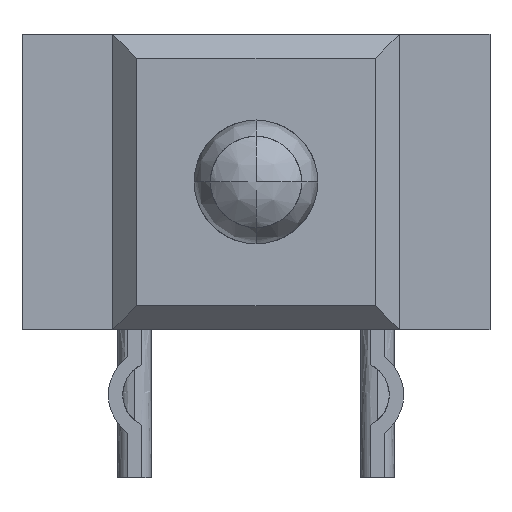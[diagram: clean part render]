
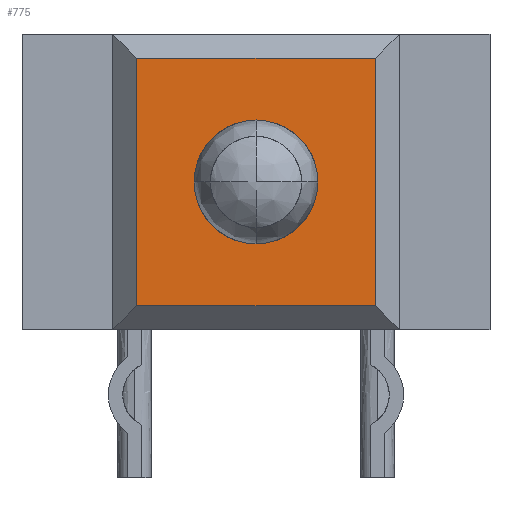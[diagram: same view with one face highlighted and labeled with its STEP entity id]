
A CAD part, front view. The second image highlights one B-rep face of the part: STEP entity #775.
In plain terms, the highlighted free-form (B-spline) face has degree [1, 1] with [2, 2] control points.
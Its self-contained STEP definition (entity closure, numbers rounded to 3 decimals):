
#706=(
BOUNDED_SURFACE()
B_SPLINE_SURFACE(1,1,((#707,#708),(#709,#710)),.UNSPECIFIED.,.F.,.F.,.F.)
B_SPLINE_SURFACE_WITH_KNOTS((2,2),(2,2),(0.000,1.000),(0.000,1.000),.UNSPECIFIED.)
GEOMETRIC_REPRESENTATION_ITEM()
RATIONAL_B_SPLINE_SURFACE(((1.,1.),(1.,1.)))
REPRESENTATION_ITEM('')
SURFACE()
);
#707=CARTESIAN_POINT('',(-3.,-8.8,0.));
#708=CARTESIAN_POINT('',(-3.,-8.8,6.18));
#709=CARTESIAN_POINT('',(3.,-8.8,0.));
#710=CARTESIAN_POINT('',(3.,-8.8,6.18));
#711=CARTESIAN_POINT('',(2.5,-8.8,0.5));
#712=VERTEX_POINT('',#711);
#713=(
BOUNDED_CURVE()
B_SPLINE_CURVE(1,(#714,#715),.UNSPECIFIED.,.F.,.F.)
B_SPLINE_CURVE_WITH_KNOTS((2,2),(0.000,1.000),.UNSPECIFIED.)
CURVE()
GEOMETRIC_REPRESENTATION_ITEM()
RATIONAL_B_SPLINE_CURVE((1.,1.))
REPRESENTATION_ITEM('')
);
#714=CARTESIAN_POINT('',(2.5,-8.8,0.5));
#715=CARTESIAN_POINT('',(-2.5,-8.8,0.5));
#716=CARTESIAN_POINT('',(-2.5,-8.8,0.5));
#717=VERTEX_POINT('',#716);
#718=EDGE_CURVE('',#712,#717,#713,.T.);
#719=ORIENTED_EDGE('',*,*,#718,.T.);
#720=(
BOUNDED_CURVE()
B_SPLINE_CURVE(1,(#721,#722),.UNSPECIFIED.,.F.,.F.)
B_SPLINE_CURVE_WITH_KNOTS((2,2),(0.000,1.000),.UNSPECIFIED.)
CURVE()
GEOMETRIC_REPRESENTATION_ITEM()
RATIONAL_B_SPLINE_CURVE((1.,1.))
REPRESENTATION_ITEM('')
);
#721=CARTESIAN_POINT('',(-2.5,-8.8,0.5));
#722=CARTESIAN_POINT('',(-2.5,-8.8,5.68));
#723=CARTESIAN_POINT('',(-2.5,-8.8,5.68));
#724=VERTEX_POINT('',#723);
#725=EDGE_CURVE('',#717,#724,#720,.T.);
#726=ORIENTED_EDGE('',*,*,#725,.T.);
#727=(
BOUNDED_CURVE()
B_SPLINE_CURVE(1,(#728,#729),.UNSPECIFIED.,.F.,.F.)
B_SPLINE_CURVE_WITH_KNOTS((2,2),(0.000,1.000),.UNSPECIFIED.)
CURVE()
GEOMETRIC_REPRESENTATION_ITEM()
RATIONAL_B_SPLINE_CURVE((1.,1.))
REPRESENTATION_ITEM('')
);
#728=CARTESIAN_POINT('',(-2.5,-8.8,5.68));
#729=CARTESIAN_POINT('',(2.5,-8.8,5.68));
#730=CARTESIAN_POINT('',(2.5,-8.8,5.68));
#731=VERTEX_POINT('',#730);
#732=EDGE_CURVE('',#724,#731,#727,.T.);
#733=ORIENTED_EDGE('',*,*,#732,.T.);
#734=(
BOUNDED_CURVE()
B_SPLINE_CURVE(1,(#735,#736),.UNSPECIFIED.,.F.,.F.)
B_SPLINE_CURVE_WITH_KNOTS((2,2),(0.000,1.000),.UNSPECIFIED.)
CURVE()
GEOMETRIC_REPRESENTATION_ITEM()
RATIONAL_B_SPLINE_CURVE((1.,1.))
REPRESENTATION_ITEM('')
);
#735=CARTESIAN_POINT('',(2.5,-8.8,5.68));
#736=CARTESIAN_POINT('',(2.5,-8.8,0.5));
#737=EDGE_CURVE('',#731,#712,#734,.T.);
#738=ORIENTED_EDGE('',*,*,#737,.T.);
#739=EDGE_LOOP('',(#719,#726,#733,#738));
#740=FACE_OUTER_BOUND('',#739,.T.);
#741=CARTESIAN_POINT('',(0.6,-8.8,3.09));
#742=VERTEX_POINT('',#741);
#743=(
BOUNDED_CURVE()
B_SPLINE_CURVE(2,(#744,#745,#746),.UNSPECIFIED.,.F.,.F.)
B_SPLINE_CURVE_WITH_KNOTS((3,3),(0.000,1.000),.UNSPECIFIED.)
CURVE()
GEOMETRIC_REPRESENTATION_ITEM()
RATIONAL_B_SPLINE_CURVE((1.,0.707,1.))
REPRESENTATION_ITEM('')
);
#744=CARTESIAN_POINT('',(0.6,-8.8,3.09));
#745=CARTESIAN_POINT('',(0.6,-8.8,3.69));
#746=CARTESIAN_POINT('',(0.,-8.8,3.69));
#747=CARTESIAN_POINT('',(0.,-8.8,3.69));
#748=VERTEX_POINT('',#747);
#749=EDGE_CURVE('',#742,#748,#743,.T.);
#750=ORIENTED_EDGE('',*,*,#749,.T.);
#751=(
BOUNDED_CURVE()
B_SPLINE_CURVE(2,(#752,#753,#754),.UNSPECIFIED.,.F.,.F.)
B_SPLINE_CURVE_WITH_KNOTS((3,3),(0.000,1.000),.UNSPECIFIED.)
CURVE()
GEOMETRIC_REPRESENTATION_ITEM()
RATIONAL_B_SPLINE_CURVE((1.,0.707,1.))
REPRESENTATION_ITEM('')
);
#752=CARTESIAN_POINT('',(0.,-8.8,3.69));
#753=CARTESIAN_POINT('',(-0.6,-8.8,3.69));
#754=CARTESIAN_POINT('',(-0.6,-8.8,3.09));
#755=CARTESIAN_POINT('',(-0.6,-8.8,3.09));
#756=VERTEX_POINT('',#755);
#757=EDGE_CURVE('',#748,#756,#751,.T.);
#758=ORIENTED_EDGE('',*,*,#757,.T.);
#759=(
BOUNDED_CURVE()
B_SPLINE_CURVE(2,(#760,#761,#762),.UNSPECIFIED.,.F.,.F.)
B_SPLINE_CURVE_WITH_KNOTS((3,3),(0.000,1.000),.UNSPECIFIED.)
CURVE()
GEOMETRIC_REPRESENTATION_ITEM()
RATIONAL_B_SPLINE_CURVE((1.,0.707,1.))
REPRESENTATION_ITEM('')
);
#760=CARTESIAN_POINT('',(-0.6,-8.8,3.09));
#761=CARTESIAN_POINT('',(-0.6,-8.8,2.49));
#762=CARTESIAN_POINT('',(0.,-8.8,2.49));
#763=CARTESIAN_POINT('',(0.,-8.8,2.49));
#764=VERTEX_POINT('',#763);
#765=EDGE_CURVE('',#756,#764,#759,.T.);
#766=ORIENTED_EDGE('',*,*,#765,.T.);
#767=(
BOUNDED_CURVE()
B_SPLINE_CURVE(2,(#768,#769,#770),.UNSPECIFIED.,.F.,.F.)
B_SPLINE_CURVE_WITH_KNOTS((3,3),(0.000,1.000),.UNSPECIFIED.)
CURVE()
GEOMETRIC_REPRESENTATION_ITEM()
RATIONAL_B_SPLINE_CURVE((1.,0.707,1.))
REPRESENTATION_ITEM('')
);
#768=CARTESIAN_POINT('',(0.,-8.8,2.49));
#769=CARTESIAN_POINT('',(0.6,-8.8,2.49));
#770=CARTESIAN_POINT('',(0.6,-8.8,3.09));
#771=EDGE_CURVE('',#764,#742,#767,.T.);
#772=ORIENTED_EDGE('',*,*,#771,.T.);
#773=EDGE_LOOP('',(#750,#758,#766,#772));
#774=FACE_BOUND('',#773,.T.);
#775=ADVANCED_FACE('',(#740,#774),#706,.T.);
